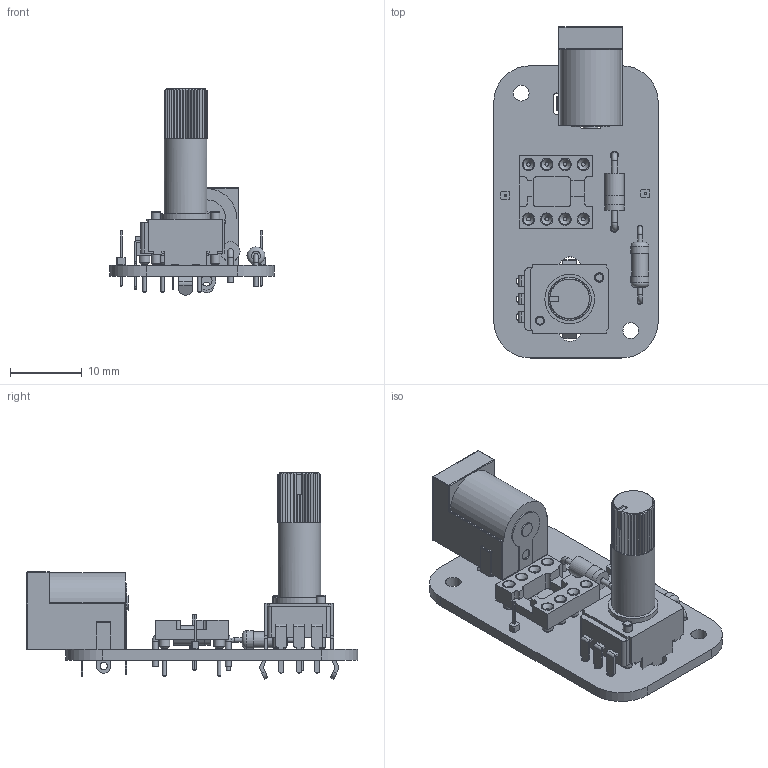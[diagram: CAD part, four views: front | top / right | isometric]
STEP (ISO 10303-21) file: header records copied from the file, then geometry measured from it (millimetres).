
FILE_DESCRIPTION(('KiCad electronic assembly'),'2;1');
FILE_NAME('CircuitBlockPowerSupply.step','2025-06-04T14:22:57',('Pcbnew' ),('Kicad'),'Open CASCADE STEP processor 7.8', 'KiCad to STEP converter','Unknown');
FILE_SCHEMA(('AUTOMOTIVE_DESIGN { 1 0 10303 214 1 1 1 1 }'));
Length unit declared in the file: millimetre
Products named in the file (8): CircuitBlockPowerSupply 1; DIP-8_W7.62mm_Socket; R_Axial_DIN0207_L6.3mm_D2.5mm_P10.16mm_Horizontal; BarrelJack_Horizontal; PTV09A-4020F-A103; PinHeader_1x01_P1.00mm_Vertical; D_DO-41_SOD81_P10.16mm_Horizontal; CircuitBlockPowerSupply_PCB
Assembly tree (8 placements, depth 2):
  CircuitBlockPowerSupply 1
    DIP-8_W7.62mm_Socket
    R_Axial_DIN0207_L6.3mm_D2.5mm_P10.16mm_Horizontal
    BarrelJack_Horizontal
    PTV09A-4020F-A103
    PinHeader_1x01_P1.00mm_Vertical  x2
    D_DO-41_SOD81_P10.16mm_Horizontal
    CircuitBlockPowerSupply_PCB
Bounding box: 22.86 x 46.15 x 28.75 mm (x, y, z)
Volume: 3341.5 mm3; surface area: 5512 mm2
Topology: 16 solids, 16 shells, 651 faces, 1453 edges, 889 vertices
Faces by surface type: plane 425, cylinder 145, cone 64, torus 10, sphere 5, extrusion 2
Full cylindrical faces by diameter (mm): 0.508 x16, 0.6 x4, 0.787 x2, 0.8 x14, 1 x2, 1.016 x3, 1.1 x2, 1.279 x6, 1.5 x2, 1.524 x8, 1.724 x8, 2 x2, 2.2 x2, 2.25 x1, 2.5 x2, 2.7 x2, 2.72 x1, 2.973 x2, 6 x2, 6.3 x1, 6.89 x1
Entity records: 21450 total; most frequent: CARTESIAN_POINT 3163, DIRECTION 2964, ORIENTED_EDGE 2768, EDGE_CURVE 1384, AXIS2_PLACEMENT_3D 1046, VECTOR 872, LINE 870, VERTEX_POINT 849
